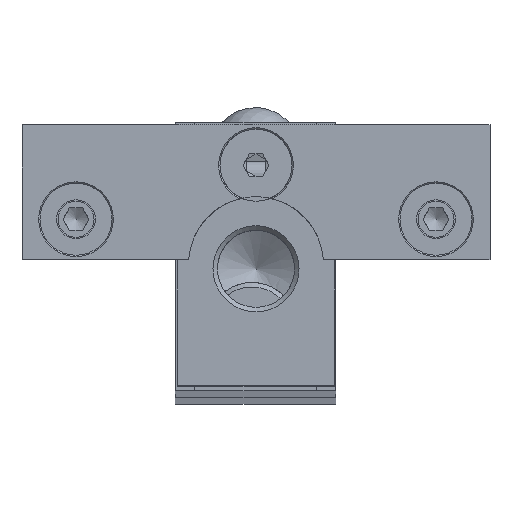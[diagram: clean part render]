
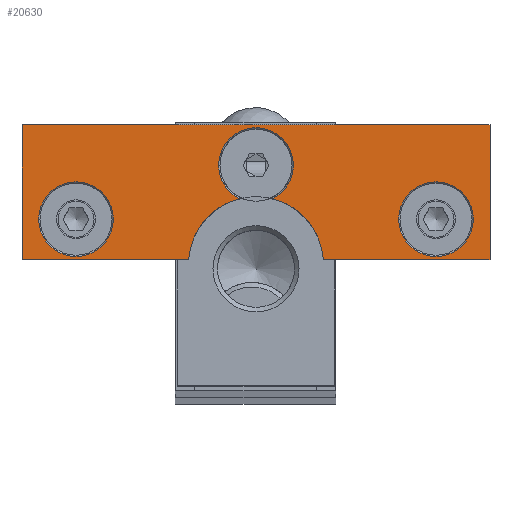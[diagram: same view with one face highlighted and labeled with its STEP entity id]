
A CAD part, top view. The second image highlights one B-rep face of the part: STEP entity #20630.
In plain terms, the highlighted planar face has unit normal (0, 0, 1).
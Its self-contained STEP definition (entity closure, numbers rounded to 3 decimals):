
#615=FACE_BOUND('',#4918,.T.);
#616=FACE_BOUND('',#4919,.T.);
#1003=PLANE('',#22673);
#1556=LINE('',#35339,#2405);
#1557=LINE('',#35341,#2406);
#1558=LINE('',#35343,#2407);
#1559=LINE('',#35345,#2408);
#1560=LINE('',#35346,#2409);
#2405=VECTOR('',#27241,10.);
#2406=VECTOR('',#27242,10.);
#2407=VECTOR('',#27243,10.);
#2408=VECTOR('',#27244,10.);
#2409=VECTOR('',#27245,10.);
#3818=FACE_OUTER_BOUND('',#4917,.T.);
#4917=EDGE_LOOP('',(#15340,#15341,#15342,#15343,#15344,#15345,#15346,#15347));
#4918=EDGE_LOOP('',(#15348));
#4919=EDGE_LOOP('',(#15349));
#6577=CIRCLE('',#22640,7.5);
#6579=CIRCLE('',#22642,7.5);
#6593=CIRCLE('',#22672,4.15);
#6594=CIRCLE('',#22674,4.15);
#6595=CIRCLE('',#22675,4.15);
#8600=VERTEX_POINT('',#35204);
#8601=VERTEX_POINT('',#35209);
#8604=VERTEX_POINT('',#35215);
#8605=VERTEX_POINT('',#35217);
#8641=VERTEX_POINT('',#35333);
#8642=VERTEX_POINT('',#35338);
#8643=VERTEX_POINT('',#35340);
#8644=VERTEX_POINT('',#35342);
#8645=VERTEX_POINT('',#35344);
#8646=VERTEX_POINT('',#35347);
#11173=EDGE_CURVE('',#8601,#8600,#6577,.T.);
#11177=EDGE_CURVE('',#8605,#8604,#6579,.T.);
#11224=EDGE_CURVE('',#8641,#8641,#6593,.T.);
#11226=EDGE_CURVE('',#8605,#8600,#6594,.T.);
#11227=EDGE_CURVE('',#8604,#8642,#1556,.T.);
#11228=EDGE_CURVE('',#8642,#8643,#1557,.T.);
#11229=EDGE_CURVE('',#8643,#8644,#1558,.T.);
#11230=EDGE_CURVE('',#8644,#8645,#1559,.T.);
#11231=EDGE_CURVE('',#8645,#8601,#1560,.T.);
#11232=EDGE_CURVE('',#8646,#8646,#6595,.T.);
#15340=ORIENTED_EDGE('',*,*,#11226,.F.);
#15341=ORIENTED_EDGE('',*,*,#11177,.T.);
#15342=ORIENTED_EDGE('',*,*,#11227,.T.);
#15343=ORIENTED_EDGE('',*,*,#11228,.T.);
#15344=ORIENTED_EDGE('',*,*,#11229,.T.);
#15345=ORIENTED_EDGE('',*,*,#11230,.T.);
#15346=ORIENTED_EDGE('',*,*,#11231,.T.);
#15347=ORIENTED_EDGE('',*,*,#11173,.T.);
#15348=ORIENTED_EDGE('',*,*,#11232,.F.);
#15349=ORIENTED_EDGE('',*,*,#11224,.F.);
#20630=ADVANCED_FACE('',(#3818,#615,#616),#1003,.T.);
#22640=AXIS2_PLACEMENT_3D('',#35210,#27143,#27144);
#22642=AXIS2_PLACEMENT_3D('',#35218,#27149,#27150);
#22672=AXIS2_PLACEMENT_3D('',#35334,#27234,#27235);
#22673=AXIS2_PLACEMENT_3D('',#35336,#27237,#27238);
#22674=AXIS2_PLACEMENT_3D('',#35337,#27239,#27240);
#22675=AXIS2_PLACEMENT_3D('',#35348,#27246,#27247);
#27143=DIRECTION('center_axis',(0.,0.,-1.));
#27144=DIRECTION('ref_axis',(0.998,0.067,0.));
#27149=DIRECTION('center_axis',(0.,0.,-1.));
#27150=DIRECTION('ref_axis',(0.998,0.067,0.));
#27234=DIRECTION('center_axis',(0.,0.,1.));
#27235=DIRECTION('ref_axis',(-1.,0.,0.));
#27237=DIRECTION('center_axis',(0.,0.,1.));
#27238=DIRECTION('ref_axis',(1.,0.,0.));
#27239=DIRECTION('center_axis',(0.,0.,1.));
#27240=DIRECTION('ref_axis',(-1.,0.,0.));
#27241=DIRECTION('',(1.,0.,0.));
#27242=DIRECTION('',(0.,1.,0.));
#27243=DIRECTION('',(-1.,0.,0.));
#27244=DIRECTION('',(0.,-1.,0.));
#27245=DIRECTION('',(1.,0.,0.));
#27246=DIRECTION('center_axis',(0.,0.,1.));
#27247=DIRECTION('ref_axis',(-1.,0.,0.));
#35204=CARTESIAN_POINT('',(-1.777,16.774,245.));
#35209=CARTESIAN_POINT('',(-7.433,10.,245.));
#35210=CARTESIAN_POINT('Origin',(0.05,9.5,245.));
#35215=CARTESIAN_POINT('',(7.533,10.,245.));
#35217=CARTESIAN_POINT('',(1.877,16.774,245.));
#35218=CARTESIAN_POINT('Origin',(0.05,9.5,245.));
#35333=CARTESIAN_POINT('',(24.2,14.5,245.));
#35334=CARTESIAN_POINT('Origin',(20.05,14.5,245.));
#35336=CARTESIAN_POINT('Origin',(0.05,17.949,245.));
#35337=CARTESIAN_POINT('Origin',(0.05,20.5,245.));
#35338=CARTESIAN_POINT('',(26.05,10.,245.));
#35339=CARTESIAN_POINT('',(26.05,10.,245.));
#35340=CARTESIAN_POINT('',(26.05,25.,245.));
#35341=CARTESIAN_POINT('',(26.05,25.,245.));
#35342=CARTESIAN_POINT('',(-25.95,25.,245.));
#35343=CARTESIAN_POINT('',(-25.95,25.,245.));
#35344=CARTESIAN_POINT('',(-25.95,10.,245.));
#35345=CARTESIAN_POINT('',(-25.95,10.,245.));
#35346=CARTESIAN_POINT('',(-7.433,10.,245.));
#35347=CARTESIAN_POINT('',(-15.8,14.5,245.));
#35348=CARTESIAN_POINT('Origin',(-19.95,14.5,245.));
